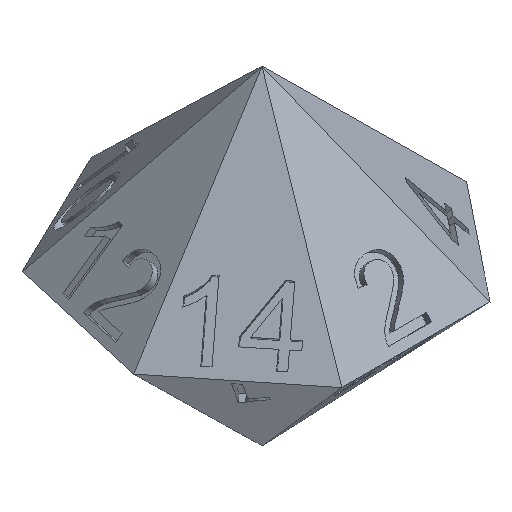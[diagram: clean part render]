
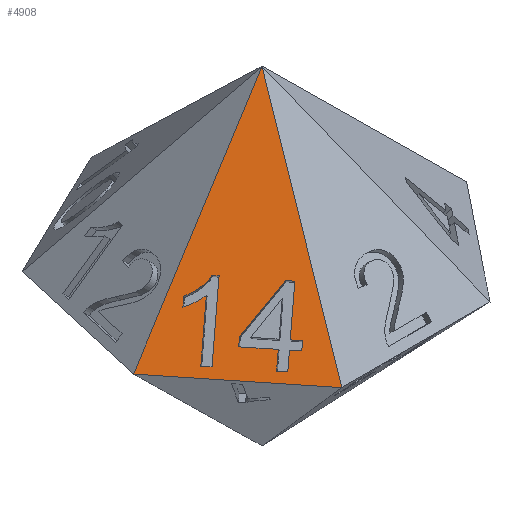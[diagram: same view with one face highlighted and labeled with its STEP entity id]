
A CAD part, isometric view. The second image highlights one B-rep face of the part: STEP entity #4908.
In plain terms, the highlighted planar face has unit normal (-0.571, -0.455, 0.684).
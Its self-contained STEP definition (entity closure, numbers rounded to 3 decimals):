
#3935=CARTESIAN_POINT('',(0.,-0.156,12.65));
#3936=VERTEX_POINT('',#3935);
#4281=CARTESIAN_POINT('',(-5.706,-12.005,0.));
#4282=VERTEX_POINT('',#4281);
#4297=CARTESIAN_POINT('',(-0.,-0.156,12.65));
#4298=DIRECTION('',(-0.313,-0.649,-0.693));
#4299=VECTOR('',#4298,18.248);
#4300=LINE('',#4297,#4299);
#4301=EDGE_CURVE('',#3936,#4282,#4300,.T.);
#4547=CARTESIAN_POINT('',(-12.821,-3.082,0.));
#4548=VERTEX_POINT('',#4547);
#4555=CARTESIAN_POINT('',(0.,-0.156,12.65));
#4556=DIRECTION('',(-0.703,-0.16,-0.693));
#4557=VECTOR('',#4556,18.248);
#4558=LINE('',#4555,#4557);
#4559=EDGE_CURVE('',#3936,#4548,#4558,.T.);
#4737=CARTESIAN_POINT('',(-9.264,-7.544,0.));
#4738=DIRECTION('',(-0.571,-0.455,0.684));
#4739=DIRECTION('',(0.768,-0.,0.641));
#4740=AXIS2_PLACEMENT_3D('',#4737,#4738,#4739);
#4741=PLANE('',#4740);
#4742=CARTESIAN_POINT('',(-5.863,-9.142,1.775));
#4743=VERTEX_POINT('',#4742);
#4744=CARTESIAN_POINT('',(-6.163,-9.382,1.365));
#4745=VERTEX_POINT('',#4744);
#4746=CARTESIAN_POINT('',(-5.863,-9.142,1.775));
#4747=DIRECTION('',(-0.534,-0.426,-0.73));
#4748=VECTOR('',#4747,0.562);
#4749=LINE('',#4746,#4748);
#4750=EDGE_CURVE('',#4743,#4745,#4749,.T.);
#4751=ORIENTED_EDGE('',*,*,#4750,.T.);
#4752=CARTESIAN_POINT('',(-6.584,-8.854,1.365));
#4753=VERTEX_POINT('',#4752);
#4754=CARTESIAN_POINT('',(-6.163,-9.382,1.365));
#4755=DIRECTION('',(-0.623,0.782,-0.));
#4756=VECTOR('',#4755,0.675);
#4757=LINE('',#4754,#4756);
#4758=EDGE_CURVE('',#4745,#4753,#4757,.T.);
#4759=ORIENTED_EDGE('',*,*,#4758,.T.);
#4760=CARTESIAN_POINT('',(-7.223,-9.364,0.491));
#4761=VERTEX_POINT('',#4760);
#4762=CARTESIAN_POINT('',(-6.584,-8.854,1.365));
#4763=DIRECTION('',(-0.534,-0.426,-0.73));
#4764=VECTOR('',#4763,1.196);
#4765=LINE('',#4762,#4764);
#4766=EDGE_CURVE('',#4753,#4761,#4765,.T.);
#4767=ORIENTED_EDGE('',*,*,#4766,.T.);
#4768=CARTESIAN_POINT('',(-7.606,-8.884,0.491));
#4769=VERTEX_POINT('',#4768);
#4770=CARTESIAN_POINT('',(-7.223,-9.364,0.491));
#4771=DIRECTION('',(-0.623,0.782,0.));
#4772=VECTOR('',#4771,0.613);
#4773=LINE('',#4770,#4772);
#4774=EDGE_CURVE('',#4761,#4769,#4773,.T.);
#4775=ORIENTED_EDGE('',*,*,#4774,.T.);
#4776=CARTESIAN_POINT('',(-6.966,-8.375,1.365));
#4777=VERTEX_POINT('',#4776);
#4778=CARTESIAN_POINT('',(-7.606,-8.884,0.491));
#4779=DIRECTION('',(0.534,0.426,0.73));
#4780=VECTOR('',#4779,1.196);
#4781=LINE('',#4778,#4780);
#4782=EDGE_CURVE('',#4769,#4777,#4781,.T.);
#4783=ORIENTED_EDGE('',*,*,#4782,.T.);
#4784=CARTESIAN_POINT('',(-8.318,-6.68,1.365));
#4785=VERTEX_POINT('',#4784);
#4786=CARTESIAN_POINT('',(-6.966,-8.375,1.365));
#4787=DIRECTION('',(-0.623,0.782,-0.));
#4788=VECTOR('',#4787,2.168);
#4789=LINE('',#4786,#4788);
#4790=EDGE_CURVE('',#4777,#4785,#4789,.T.);
#4791=ORIENTED_EDGE('',*,*,#4790,.T.);
#4792=CARTESIAN_POINT('',(-8.017,-6.44,1.775));
#4793=VERTEX_POINT('',#4792);
#4794=CARTESIAN_POINT('',(-8.318,-6.68,1.365));
#4795=DIRECTION('',(0.534,0.426,0.73));
#4796=VECTOR('',#4795,0.562);
#4797=LINE('',#4794,#4796);
#4798=EDGE_CURVE('',#4785,#4793,#4797,.T.);
#4799=ORIENTED_EDGE('',*,*,#4798,.T.);
#4800=CARTESIAN_POINT('',(-4.865,-6.843,4.138));
#4801=VERTEX_POINT('',#4800);
#4802=CARTESIAN_POINT('',(-8.017,-6.44,1.775));
#4803=DIRECTION('',(0.796,-0.102,0.597));
#4804=VECTOR('',#4803,3.96);
#4805=LINE('',#4802,#4804);
#4806=EDGE_CURVE('',#4793,#4801,#4805,.T.);
#4807=ORIENTED_EDGE('',*,*,#4806,.T.);
#4808=CARTESIAN_POINT('',(-4.553,-7.234,4.138));
#4809=VERTEX_POINT('',#4808);
#4810=CARTESIAN_POINT('',(-4.865,-6.843,4.138));
#4811=DIRECTION('',(0.623,-0.782,0.));
#4812=VECTOR('',#4811,0.501);
#4813=LINE('',#4810,#4812);
#4814=EDGE_CURVE('',#4801,#4809,#4813,.T.);
#4815=ORIENTED_EDGE('',*,*,#4814,.T.);
#4816=CARTESIAN_POINT('',(-6.283,-8.614,1.775));
#4817=VERTEX_POINT('',#4816);
#4818=CARTESIAN_POINT('',(-4.553,-7.234,4.138));
#4819=DIRECTION('',(-0.534,-0.426,-0.73));
#4820=VECTOR('',#4819,3.238);
#4821=LINE('',#4818,#4820);
#4822=EDGE_CURVE('',#4809,#4817,#4821,.T.);
#4823=ORIENTED_EDGE('',*,*,#4822,.T.);
#4824=CARTESIAN_POINT('',(-6.283,-8.614,1.775));
#4825=DIRECTION('',(0.623,-0.782,-0.));
#4826=VECTOR('',#4825,0.675);
#4827=LINE('',#4824,#4826);
#4828=EDGE_CURVE('',#4817,#4743,#4827,.T.);
#4829=ORIENTED_EDGE('',*,*,#4828,.T.);
#4830=EDGE_LOOP('',(#4751,#4759,#4767,#4775,#4783,#4791,#4799,#4807,#4815,#4823,#4829));
#4831=FACE_BOUND('',#4830,.T.);
#4832=CARTESIAN_POINT('',(-12.821,-3.082,0.));
#4833=DIRECTION('',(0.623,-0.782,0.));
#4834=VECTOR('',#4833,11.412);
#4835=LINE('',#4832,#4834);
#4836=EDGE_CURVE('',#4548,#4282,#4835,.T.);
#4837=ORIENTED_EDGE('',*,*,#4836,.T.);
#4838=ORIENTED_EDGE('',*,*,#4301,.F.);
#4839=ORIENTED_EDGE('',*,*,#4559,.T.);
#4840=EDGE_LOOP('',(#4837,#4838,#4839));
#4841=FACE_BOUND('',#4840,.T.);
#4842=CARTESIAN_POINT('',(-7.13,-3.98,4.153));
#4843=VERTEX_POINT('',#4842);
#4844=CARTESIAN_POINT('',(-9.812,-6.118,0.491));
#4845=VERTEX_POINT('',#4844);
#4846=CARTESIAN_POINT('',(-7.13,-3.98,4.153));
#4847=DIRECTION('',(-0.534,-0.426,-0.73));
#4848=VECTOR('',#4847,5.017);
#4849=LINE('',#4846,#4848);
#4850=EDGE_CURVE('',#4843,#4845,#4849,.T.);
#4851=ORIENTED_EDGE('',*,*,#4850,.T.);
#4852=CARTESIAN_POINT('',(-10.194,-5.639,0.491));
#4853=VERTEX_POINT('',#4852);
#4854=CARTESIAN_POINT('',(-9.812,-6.118,0.491));
#4855=DIRECTION('',(-0.623,0.782,0.));
#4856=VECTOR('',#4855,0.613);
#4857=LINE('',#4854,#4856);
#4858=EDGE_CURVE('',#4845,#4853,#4857,.T.);
#4859=ORIENTED_EDGE('',*,*,#4858,.T.);
#4860=CARTESIAN_POINT('',(-8.105,-3.973,3.345));
#4861=VERTEX_POINT('',#4860);
#4862=CARTESIAN_POINT('',(-10.194,-5.639,0.491));
#4863=DIRECTION('',(0.534,0.426,0.73));
#4864=VECTOR('',#4863,3.909);
#4865=LINE('',#4862,#4864);
#4866=EDGE_CURVE('',#4853,#4861,#4865,.T.);
#4867=ORIENTED_EDGE('',*,*,#4866,.T.);
#4868=CARTESIAN_POINT('',(-9.265,-3.328,2.805));
#4869=VERTEX_POINT('',#4868);
#4870=CARTESIAN_POINT('',(-8.105,-3.973,3.345));
#4871=CARTESIAN_POINT('',(-8.272,-3.917,3.242));
#4872=CARTESIAN_POINT('',(-8.468,-3.826,3.139));
#4873=CARTESIAN_POINT('',(-8.693,-3.698,3.036));
#4874=CARTESIAN_POINT('',(-8.918,-3.571,2.933));
#4875=CARTESIAN_POINT('',(-9.108,-3.448,2.856));
#4876=CARTESIAN_POINT('',(-9.265,-3.328,2.805));
#4877=B_SPLINE_CURVE_WITH_KNOTS('',3,(#4870,#4871,#4872,#4873,#4874,#4875,#4876),.UNSPECIFIED.,.F.,.F.,(4,3,4),(0.,0.5,1.),.UNSPECIFIED.);
#4878=EDGE_CURVE('',#4861,#4869,#4877,.T.);
#4879=ORIENTED_EDGE('',*,*,#4878,.T.);
#4880=CARTESIAN_POINT('',(-8.948,-3.076,3.238));
#4881=VERTEX_POINT('',#4880);
#4882=CARTESIAN_POINT('',(-9.265,-3.328,2.805));
#4883=DIRECTION('',(0.534,0.426,0.73));
#4884=VECTOR('',#4883,0.593);
#4885=LINE('',#4882,#4884);
#4886=EDGE_CURVE('',#4869,#4881,#4885,.T.);
#4887=ORIENTED_EDGE('',*,*,#4886,.T.);
#4888=CARTESIAN_POINT('',(-7.377,-3.671,4.153));
#4889=VERTEX_POINT('',#4888);
#4890=CARTESIAN_POINT('',(-8.948,-3.076,3.238));
#4891=CARTESIAN_POINT('',(-8.648,-3.275,3.355));
#4892=CARTESIAN_POINT('',(-8.356,-3.426,3.498));
#4893=CARTESIAN_POINT('',(-8.074,-3.529,3.665));
#4894=CARTESIAN_POINT('',(-7.791,-3.632,3.833));
#4895=CARTESIAN_POINT('',(-7.559,-3.679,3.996));
#4896=CARTESIAN_POINT('',(-7.377,-3.671,4.153));
#4897=B_SPLINE_CURVE_WITH_KNOTS('',3,(#4890,#4891,#4892,#4893,#4894,#4895,#4896),.UNSPECIFIED.,.F.,.F.,(4,3,4),(0.,0.5,1.),.UNSPECIFIED.);
#4898=EDGE_CURVE('',#4881,#4889,#4897,.T.);
#4899=ORIENTED_EDGE('',*,*,#4898,.T.);
#4900=CARTESIAN_POINT('',(-7.377,-3.671,4.153));
#4901=DIRECTION('',(0.623,-0.782,0.));
#4902=VECTOR('',#4901,0.395);
#4903=LINE('',#4900,#4902);
#4904=EDGE_CURVE('',#4889,#4843,#4903,.T.);
#4905=ORIENTED_EDGE('',*,*,#4904,.T.);
#4906=EDGE_LOOP('',(#4851,#4859,#4867,#4879,#4887,#4899,#4905));
#4907=FACE_BOUND('',#4906,.T.);
#4908=ADVANCED_FACE('',(#4831,#4841,#4907),#4741,.T.);
